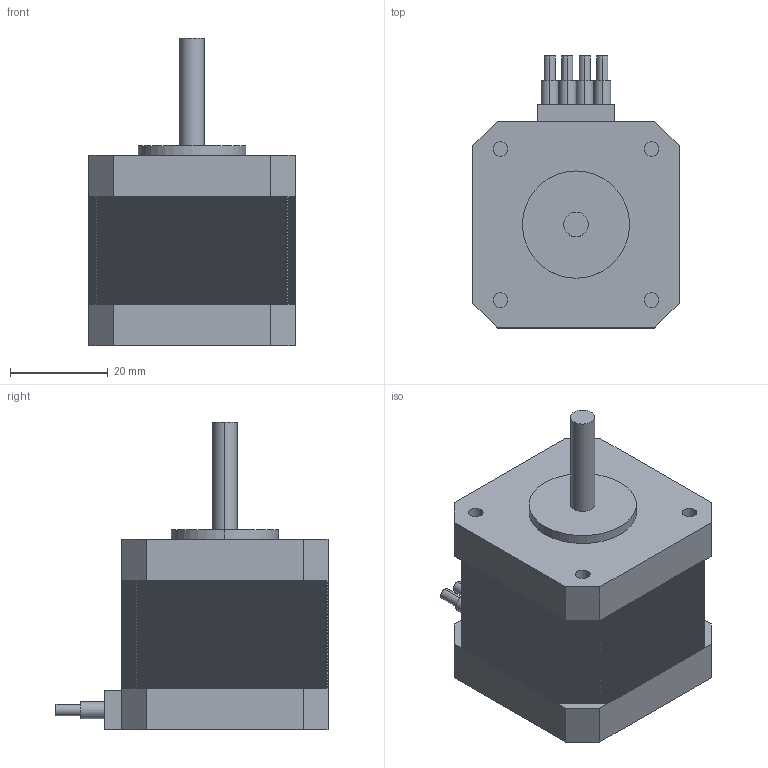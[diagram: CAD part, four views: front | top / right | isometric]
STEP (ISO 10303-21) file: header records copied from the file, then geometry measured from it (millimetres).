
FILE_DESCRIPTION (( 'STEP AP203' ), '1' );
FILE_NAME ('Stepper Motor.STEP', '2019-06-14T14:40:51', ( '' ), ( '' ), 'SwSTEP 2.0', 'SolidWorks 2018', '' );
FILE_SCHEMA (( 'CONFIG_CONTROL_DESIGN' ));
Length unit declared in the file: millimetre
Products named in the file (1): Stepper Motor
Bounding box: 42.3 x 55.8 x 63 mm (x, y, z)
Volume: 68013.7 mm3; surface area: 15528.6 mm2
Topology: 1 solids, 1 shells, 1401 faces, 3708 edges, 2472 vertices
Faces by surface type: plane 1373, cylinder 28
Entity records: 42575 total; most frequent: CARTESIAN_POINT 7582, ORIENTED_EDGE 7416, DIRECTION 6568, EDGE_CURVE 3708, VECTOR 3652, LINE 3652, VERTEX_POINT 2472, EDGE_LOOP 1564
